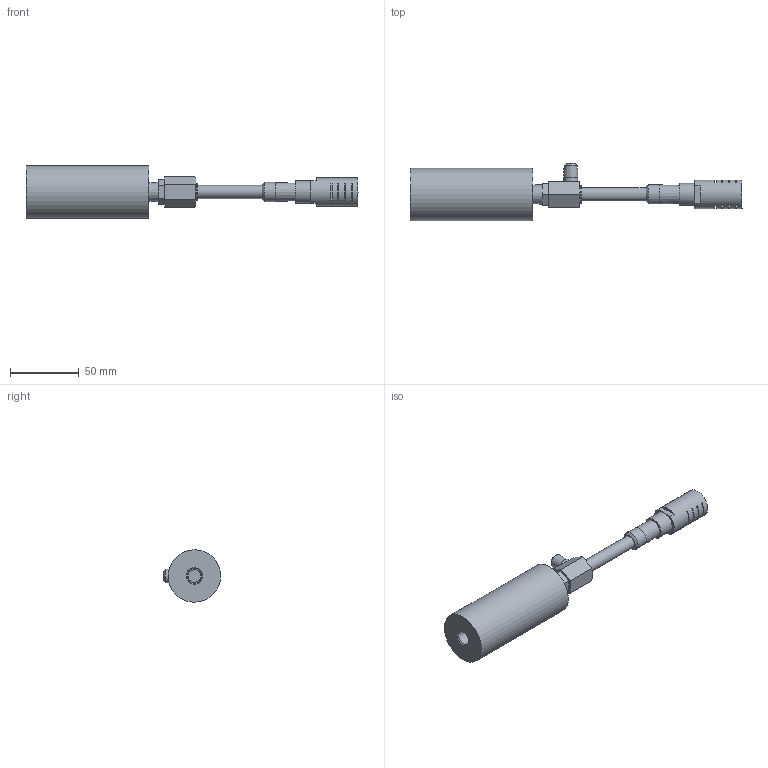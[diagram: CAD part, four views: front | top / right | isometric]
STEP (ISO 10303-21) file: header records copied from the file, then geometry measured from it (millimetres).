
FILE_DESCRIPTION(/* description */ ('','CAx-IF Rec.Pracs.---Representation and Presentation of Product Manufacturing Information (PMI)---4.0---2014-10-13'),/* implementation_level */ '2;1');
FILE_NAME(/* name */ 'SmallVortexTubeMuff.stp',/* time_stamp */ '2021-04-27T14:15:27-04:00',/* author */ ('Adam Laub'),/* organization */ (''),/* preprocessor_version */ 'ST-DEVELOPER v18',/* originating_system */ 'Autodesk Inventor 2020',/* authorisation */ '');
FILE_SCHEMA (('AP242_MANAGED_MODEL_BASED_3D_ENGINEERING_MIM_LF { 1 0 10303 442 1 1 4 }'));
Length unit declared in the file: inch
Products named in the file (4): SmallVortexTubeMuff; 3903; 3905; SmallVortexTube
Assembly tree (3 placements, depth 2):
  SmallVortexTubeMuff
    3903
    3905
    SmallVortexTube
Bounding box: 241.31 x 41.62 x 38.1 mm (x, y, z)
Volume: 122895.9 mm3; surface area: 27062.1 mm2
Topology: 3 solids, 3 shells, 97 faces, 316 edges, 306 vertices
Faces by surface type: plane 60, cylinder 19, cone 15, torus 3
Full cylindrical faces by diameter (mm): 6.35 x1, 9.25 x1, 9.525 x1, 10.236 x1, 10.656 x1, 12.7 x2, 13.891 x1, 16.002 x1, 20.574 x1, 38.1 x1
Entity records: 3618 total; most frequent: CARTESIAN_POINT 734, DIRECTION 582, ORIENTED_EDGE 494, EDGE_CURVE 247, AXIS2_PLACEMENT_3D 233, VERTEX_POINT 171, LINE 116, VECTOR 116
